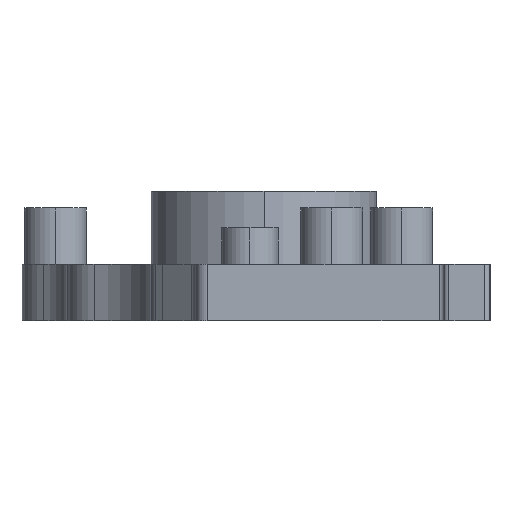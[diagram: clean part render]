
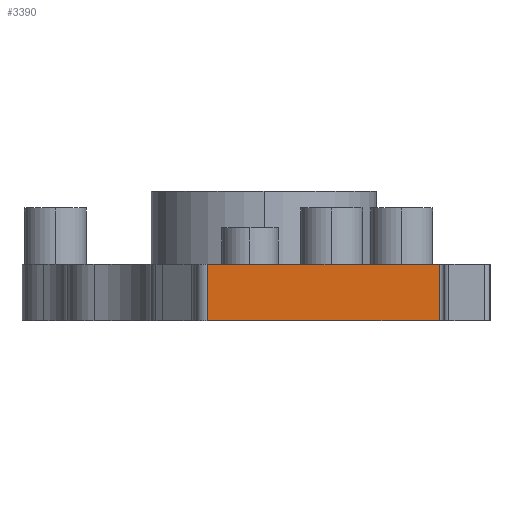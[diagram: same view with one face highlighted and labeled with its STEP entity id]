
A CAD part, left-side view. The second image highlights one B-rep face of the part: STEP entity #3390.
In plain terms, the highlighted planar face has unit normal (-1, 0, 0).
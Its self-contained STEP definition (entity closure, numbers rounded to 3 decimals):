
#120 = CARTESIAN_POINT ( 'NONE',  ( -1., 50., 0. ) ) ;
#198 = EDGE_CURVE ( 'NONE', #4543, #1599, #3717, .T. ) ;
#205 = VERTEX_POINT ( 'NONE', #3431 ) ;
#330 = VECTOR ( 'NONE', #1635, 1000. ) ;
#383 = CARTESIAN_POINT ( 'NONE',  ( -1., 42.5, 10. ) ) ;
#486 = DIRECTION ( 'NONE',  ( 0., -1., 0. ) ) ;
#617 = EDGE_CURVE ( 'NONE', #2281, #3370, #1107, .T. ) ;
#719 = ORIENTED_EDGE ( 'NONE', *, *, #1222, .T. ) ;
#736 = CARTESIAN_POINT ( 'NONE',  ( -1., 52., 0. ) ) ;
#752 = FACE_OUTER_BOUND ( 'NONE', #1528, .T. ) ;
#1060 = CARTESIAN_POINT ( 'NONE',  ( -1., 50., 0. ) ) ;
#1107 = LINE ( 'NONE', #736, #2875 ) ;
#1172 = DIRECTION ( 'NONE',  ( 0., 1., 0. ) ) ;
#1222 = EDGE_CURVE ( 'NONE', #3370, #4543, #1929, .T. ) ;
#1368 = VECTOR ( 'NONE', #4281, 1000. ) ;
#1495 = ORIENTED_EDGE ( 'NONE', *, *, #198, .T. ) ;
#1524 = CARTESIAN_POINT ( 'NONE',  ( -1., 9., 0. ) ) ;
#1528 = EDGE_LOOP ( 'NONE', ( #2135, #719, #1495, #1765, #2239 ) ) ;
#1545 = LINE ( 'NONE', #1832, #2573 ) ;
#1599 = VERTEX_POINT ( 'NONE', #383 ) ;
#1635 = DIRECTION ( 'NONE',  ( 0., 1., 0. ) ) ;
#1697 = CARTESIAN_POINT ( 'NONE',  ( -1., 52., 10. ) ) ;
#1765 = ORIENTED_EDGE ( 'NONE', *, *, #4440, .T. ) ;
#1832 = CARTESIAN_POINT ( 'NONE',  ( -1., 52., 10. ) ) ;
#1836 = DIRECTION ( 'NONE',  ( -1., 0., 0. ) ) ;
#1929 = LINE ( 'NONE', #1524, #2475 ) ;
#2135 = ORIENTED_EDGE ( 'NONE', *, *, #617, .T. ) ;
#2202 = CARTESIAN_POINT ( 'NONE',  ( -1., 9., 0. ) ) ;
#2239 = ORIENTED_EDGE ( 'NONE', *, *, #3525, .T. ) ;
#2250 = PLANE ( 'NONE',  #2530 ) ;
#2256 = LINE ( 'NONE', #120, #1368 ) ;
#2281 = VERTEX_POINT ( 'NONE', #1060 ) ;
#2475 = VECTOR ( 'NONE', #3951, 1000. ) ;
#2530 = AXIS2_PLACEMENT_3D ( 'NONE', #2838, #1836, #2893 ) ;
#2573 = VECTOR ( 'NONE', #1172, 1000. ) ;
#2838 = CARTESIAN_POINT ( 'NONE',  ( -1., 0., 0. ) ) ;
#2875 = VECTOR ( 'NONE', #486, 1000. ) ;
#2893 = DIRECTION ( 'NONE',  ( 0., 0., 1. ) ) ;
#3370 = VERTEX_POINT ( 'NONE', #2202 ) ;
#3390 = ADVANCED_FACE ( 'NONE', ( #752 ), #2250, .T. ) ;
#3431 = CARTESIAN_POINT ( 'NONE',  ( -1., 50., 10. ) ) ;
#3525 = EDGE_CURVE ( 'NONE', #205, #2281, #2256, .T. ) ;
#3715 = CARTESIAN_POINT ( 'NONE',  ( -1., 9., 10. ) ) ;
#3717 = LINE ( 'NONE', #1697, #330 ) ;
#3951 = DIRECTION ( 'NONE',  ( 0., 0., 1. ) ) ;
#4281 = DIRECTION ( 'NONE',  ( 0., 0., -1. ) ) ;
#4440 = EDGE_CURVE ( 'NONE', #1599, #205, #1545, .T. ) ;
#4543 = VERTEX_POINT ( 'NONE', #3715 ) ;
